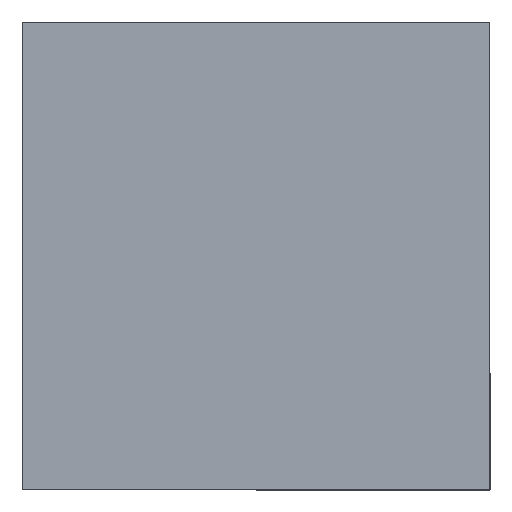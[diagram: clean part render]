
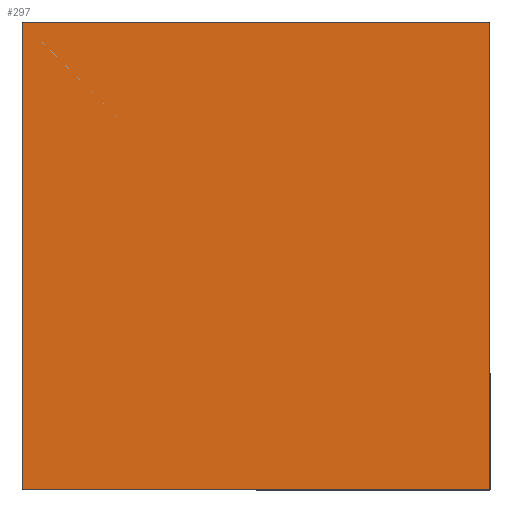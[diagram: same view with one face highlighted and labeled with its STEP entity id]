
A CAD part, left-side view. The second image highlights one B-rep face of the part: STEP entity #297.
In plain terms, the highlighted face is planar.
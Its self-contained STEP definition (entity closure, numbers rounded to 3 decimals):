
#54=ORIENTED_EDGE('',*,*,#82,.T.);
#55=ORIENTED_EDGE('',*,*,#86,.T.);
#56=ORIENTED_EDGE('',*,*,#89,.T.);
#57=ORIENTED_EDGE('',*,*,#92,.T.);
#82=EDGE_CURVE('',#106,#107,#122,.T.);
#86=EDGE_CURVE('',#107,#110,#126,.T.);
#89=EDGE_CURVE('',#110,#112,#129,.T.);
#92=EDGE_CURVE('',#112,#106,#132,.T.);
#106=VERTEX_POINT('',#389);
#107=VERTEX_POINT('',#390);
#110=VERTEX_POINT('',#398);
#112=VERTEX_POINT('',#404);
#122=LINE('',#388,#146);
#126=LINE('',#397,#150);
#129=LINE('',#403,#153);
#132=LINE('',#409,#156);
#146=VECTOR('',#334,1000.);
#150=VECTOR('',#340,1000.);
#153=VECTOR('',#345,1000.);
#156=VECTOR('',#350,1000.);
#175=EDGE_LOOP('',(#54,#55,#56,#57));
#187=FACE_BOUND('',#175,.T.);
#199=PLANE('',#320);
#297=ADVANCED_FACE('',(#187),#199,.T.);
#320=AXIS2_PLACEMENT_3D('',#412,#354,#355);
#334=DIRECTION('',(0.,0.,-1.));
#340=DIRECTION('',(-1.,0.,0.));
#345=DIRECTION('',(0.,0.,1.));
#350=DIRECTION('',(1.,0.,0.));
#354=DIRECTION('',(0.,1.,0.));
#355=DIRECTION('',(0.,0.,1.));
#388=CARTESIAN_POINT('',(0.15,0.075,0.15));
#389=CARTESIAN_POINT('',(0.15,0.075,0.15));
#390=CARTESIAN_POINT('',(0.15,0.075,-0.15));
#397=CARTESIAN_POINT('',(0.15,0.075,-0.15));
#398=CARTESIAN_POINT('',(-0.15,0.075,-0.15));
#403=CARTESIAN_POINT('',(-0.15,0.075,-0.15));
#404=CARTESIAN_POINT('',(-0.15,0.075,0.15));
#409=CARTESIAN_POINT('',(-0.15,0.075,0.15));
#412=CARTESIAN_POINT('',(0.,0.075,0.));
